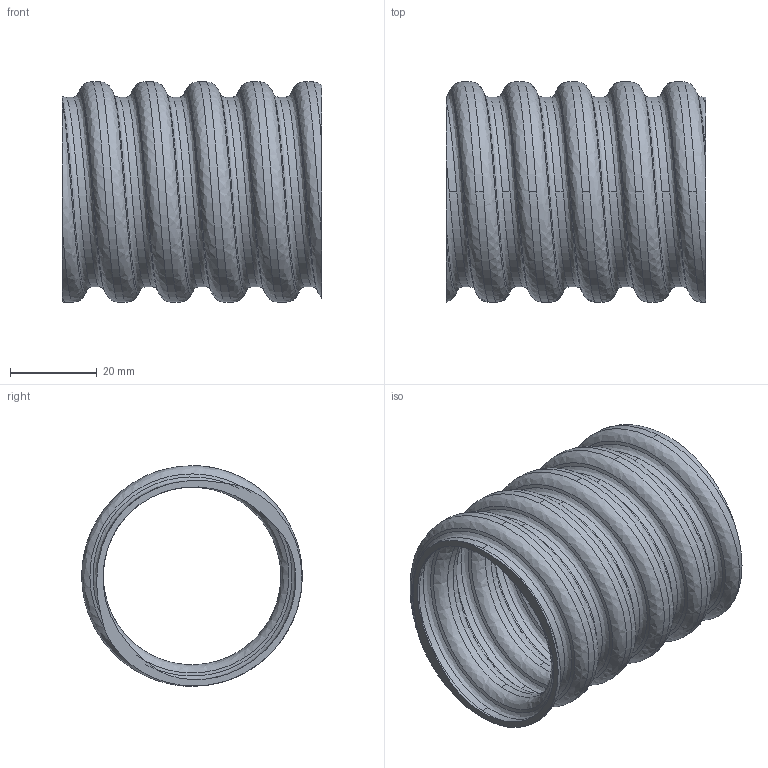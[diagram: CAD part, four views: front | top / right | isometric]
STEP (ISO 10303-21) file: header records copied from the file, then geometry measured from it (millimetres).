
FILE_DESCRIPTION (( 'STEP AP203' ), '1' );
FILE_NAME ('1.Òðóáà 50 ÑÑÄ ÏÍÄ 51õ41õ12õ1,4 .STEP', '2021-12-06T08:20:11', ( '' ), ( '' ), 'SwSTEP 2.0', 'SolidWorks 2018', '' );
FILE_SCHEMA (( 'CONFIG_CONTROL_DESIGN' ));
Length unit declared in the file: millimetre
Products named in the file (1): 1.Òðóáà 50 ÑÑÄ ÏÍÄ 51õ41õ12õ1,4 
Bounding box: 60 x 51 x 51 mm (x, y, z)
Volume: 15538.5 mm3; surface area: 22812.9 mm2
Topology: 1 solids, 1 shells, 351 faces, 992 edges, 660 vertices
Faces by surface type: bspline 285, cylinder 64, plane 2
Entity records: 47598 total; most frequent: CARTESIAN_POINT 41179, ORIENTED_EDGE 1984, EDGE_CURVE 992, B_SPLINE_CURVE_WITH_KNOTS 796, VERTEX_POINT 660, EDGE_LOOP 370, FACE_OUTER_BOUND 351, ADVANCED_FACE 351
